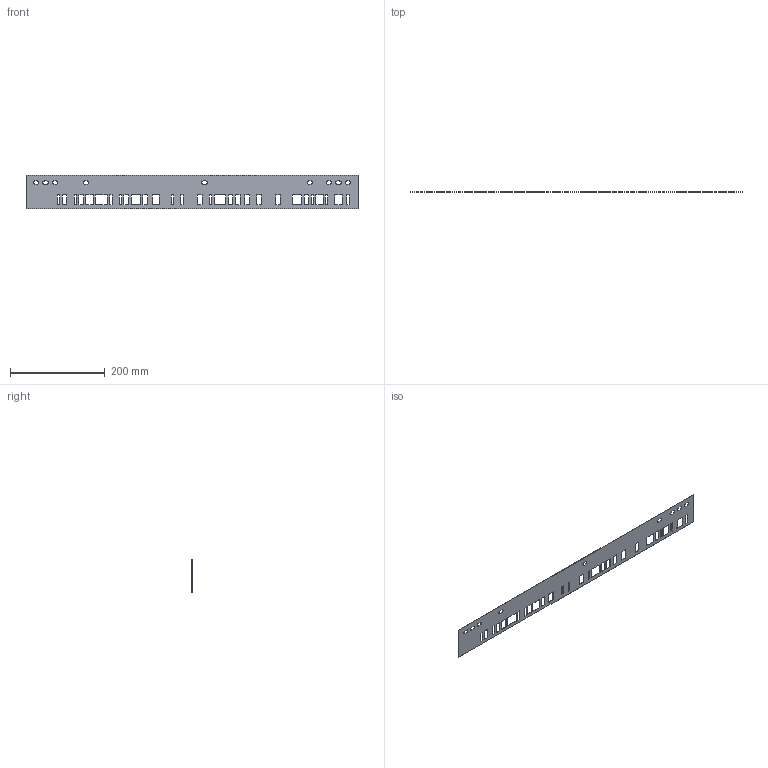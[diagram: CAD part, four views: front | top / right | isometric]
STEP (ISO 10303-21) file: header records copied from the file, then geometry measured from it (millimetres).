
FILE_DESCRIPTION((''),'2;1');
FILE_NAME('CAD-6705','2019-09-06T09:32:50',('creinig-se'),(''),'CREO PARAMETRIC BY PTC INC, 2018420','CREO PARAMETRIC BY PTC INC, 2018420','');
FILE_SCHEMA(('CONFIG_CONTROL_DESIGN','SHAPE_APPEARANCE_LAYERS_GROUPS'));
Length unit declared in the file: millimetre
Products named in the file (1): CAD-6705
Bounding box: 700 x 0.5 x 70 mm (x, y, z)
Volume: 20961.7 mm3; surface area: 85671.8 mm2
Topology: 1 solids, 1 shells, 158 faces, 507 edges, 354 vertices
Faces by surface type: plane 140, cylinder 18
Entity records: 7353 total; most frequent: CARTESIAN_POINT 1014, ORIENTED_EDGE 1008, DIRECTION 897, PRESENTATION_STYLE_ASSIGNMENT 509, STYLED_ITEM 509, CURVE_STYLE 508, EDGE_CURVE 504, VECTOR 435
